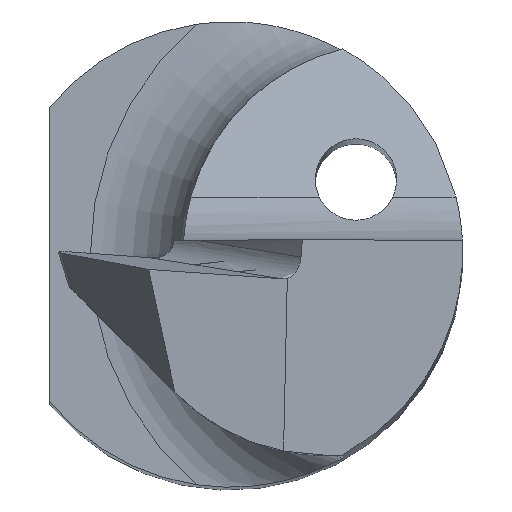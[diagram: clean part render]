
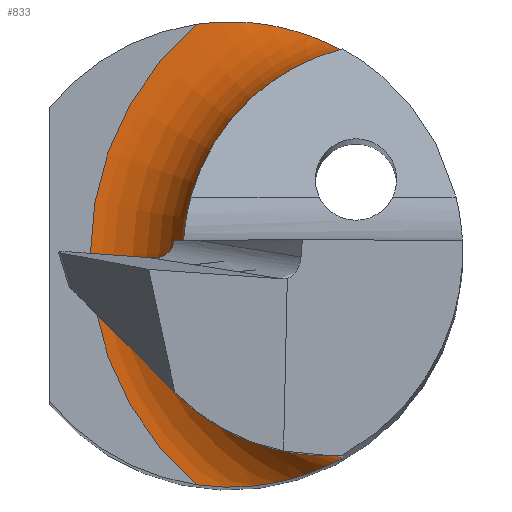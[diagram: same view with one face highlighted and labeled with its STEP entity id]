
A CAD part, top view. The second image highlights one B-rep face of the part: STEP entity #833.
In plain terms, the highlighted toroidal (fillet/blend) face has major radius 2.603 mm and minor radius 0.8 mm.
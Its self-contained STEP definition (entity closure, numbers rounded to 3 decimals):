
#11 = ORIENTED_EDGE ( 'NONE', *, *, #811, .T. ) ;
#25 = ORIENTED_EDGE ( 'NONE', *, *, #397, .T. ) ;
#29 = VERTEX_POINT ( 'NONE', #83 ) ;
#41 = DIRECTION ( 'NONE',  ( 0., 0., -1. ) ) ;
#55 = CARTESIAN_POINT ( 'NONE',  ( -0.148, -1.999, 15. ) ) ;
#82 = CARTESIAN_POINT ( 'NONE',  ( 0.968, 1.75, 15.8 ) ) ;
#83 = CARTESIAN_POINT ( 'NONE',  ( 0.968, -1.75, 15.8 ) ) ;
#93 = ORIENTED_EDGE ( 'NONE', *, *, #651, .T. ) ;
#101 = ORIENTED_EDGE ( 'NONE', *, *, #804, .T. ) ;
#111 = CARTESIAN_POINT ( 'NONE',  ( -0.288, -1.979, 15. ) ) ;
#117 = B_SPLINE_CURVE_WITH_KNOTS ( 'NONE', 3,
 ( #82, #577, #581, #312, #377, #891, #875, #299, #885, #501 ),
 .UNSPECIFIED., .F., .F.,
 ( 4, 2, 2, 2, 4 ),
 ( 0., 0., 0.001, 0.001, 0.002 ),
 .UNSPECIFIED. ) ;
#176 = CARTESIAN_POINT ( 'NONE',  ( 1.403, 0., 15.8 ) ) ;
#180 = CARTESIAN_POINT ( 'NONE',  ( -0.288, 1.979, 15. ) ) ;
#183 = CARTESIAN_POINT ( 'NONE',  ( 1.403, 0., 15. ) ) ;
#217 = VERTEX_POINT ( 'NONE', #247 ) ;
#234 = TOROIDAL_SURFACE ( 'NONE', #468, 2.603, 0.8 ) ;
#246 = CARTESIAN_POINT ( 'NONE',  ( 0.918, -1.779, 15.521 ) ) ;
#247 = CARTESIAN_POINT ( 'NONE',  ( 0.968, 1.75, 15.8 ) ) ;
#255 = B_SPLINE_CURVE_WITH_KNOTS ( 'NONE', 3,
 ( #111, #55, #398, #684, #332, #618, #604, #246, #611, #531 ),
 .UNSPECIFIED., .F., .F.,
 ( 4, 2, 2, 2, 4 ),
 ( 0., 0., 0.001, 0.001, 0.002 ),
 .UNSPECIFIED. ) ;
#282 = VERTEX_POINT ( 'NONE', #545 ) ;
#299 = CARTESIAN_POINT ( 'NONE',  ( -0.007, 2.005, 15.01 ) ) ;
#312 = CARTESIAN_POINT ( 'NONE',  ( 0.755, 1.854, 15.304 ) ) ;
#322 = DIRECTION ( 'NONE',  ( -1., 0., 0. ) ) ;
#332 = CARTESIAN_POINT ( 'NONE',  ( 0.4, -1.964, 15.1 ) ) ;
#377 = CARTESIAN_POINT ( 'NONE',  ( 0.644, 1.898, 15.222 ) ) ;
#397 = EDGE_CURVE ( 'NONE', #29, #217, #794, .T. ) ;
#398 = CARTESIAN_POINT ( 'NONE',  ( -0.01, -2.005, 15.01 ) ) ;
#457 = DIRECTION ( 'NONE',  ( -1., 0., 0. ) ) ;
#468 = AXIS2_PLACEMENT_3D ( 'NONE', #843, #542, #694 ) ;
#501 = CARTESIAN_POINT ( 'NONE',  ( -0.288, 1.979, 15. ) ) ;
#531 = CARTESIAN_POINT ( 'NONE',  ( 0.968, -1.75, 15.8 ) ) ;
#542 = DIRECTION ( 'NONE',  ( 0., 0., 1. ) ) ;
#545 = CARTESIAN_POINT ( 'NONE',  ( -0.288, -1.979, 15. ) ) ;
#577 = CARTESIAN_POINT ( 'NONE',  ( 0.968, 1.75, 15.658 ) ) ;
#581 = CARTESIAN_POINT ( 'NONE',  ( 0.918, 1.779, 15.522 ) ) ;
#604 = CARTESIAN_POINT ( 'NONE',  ( 0.755, -1.854, 15.304 ) ) ;
#611 = CARTESIAN_POINT ( 'NONE',  ( 0.968, -1.75, 15.658 ) ) ;
#618 = CARTESIAN_POINT ( 'NONE',  ( 0.644, -1.898, 15.221 ) ) ;
#650 = EDGE_LOOP ( 'NONE', ( #101, #25, #93, #11 ) ) ;
#651 = EDGE_CURVE ( 'NONE', #217, #705, #117, .T. ) ;
#684 = CARTESIAN_POINT ( 'NONE',  ( 0.265, -1.987, 15.06 ) ) ;
#694 = DIRECTION ( 'NONE',  ( -1., 0., 0. ) ) ;
#705 = VERTEX_POINT ( 'NONE', #180 ) ;
#709 = AXIS2_PLACEMENT_3D ( 'NONE', #183, #822, #457 ) ;
#794 = CIRCLE ( 'NONE', #842, 1.803 ) ;
#804 = EDGE_CURVE ( 'NONE', #282, #29, #255, .T. ) ;
#811 = EDGE_CURVE ( 'NONE', #705, #282, #910, .T. ) ;
#822 = DIRECTION ( 'NONE',  ( 0., 0., 1. ) ) ;
#833 = ADVANCED_FACE ( 'NONE', ( #894 ), #234, .F. ) ;
#842 = AXIS2_PLACEMENT_3D ( 'NONE', #176, #41, #322 ) ;
#843 = CARTESIAN_POINT ( 'NONE',  ( 1.403, 0., 15.8 ) ) ;
#875 = CARTESIAN_POINT ( 'NONE',  ( 0.266, 1.987, 15.06 ) ) ;
#885 = CARTESIAN_POINT ( 'NONE',  ( -0.148, 1.999, 15. ) ) ;
#891 = CARTESIAN_POINT ( 'NONE',  ( 0.402, 1.963, 15.101 ) ) ;
#894 = FACE_OUTER_BOUND ( 'NONE', #650, .T. ) ;
#910 = CIRCLE ( 'NONE', #709, 2.603 ) ;
